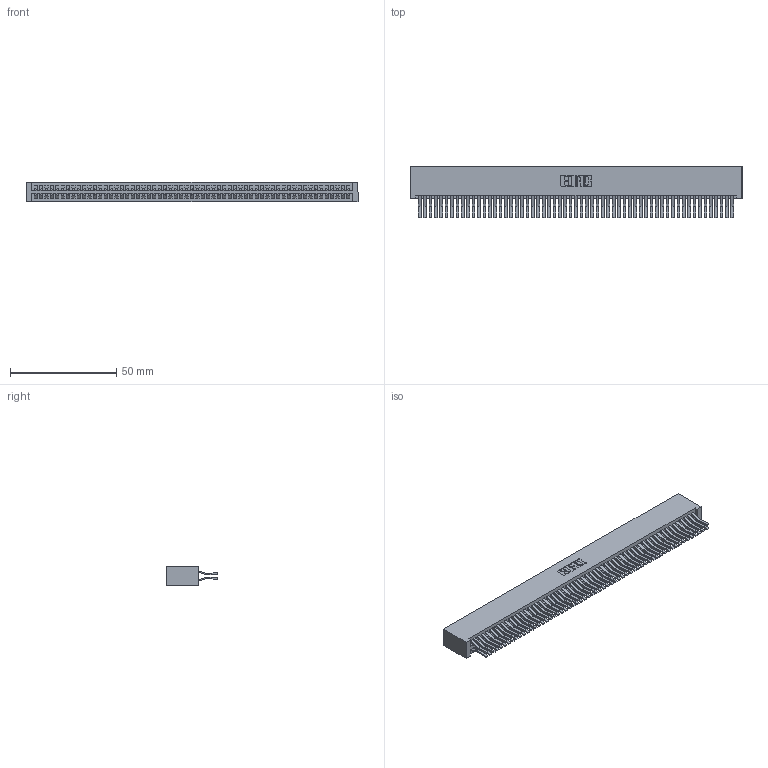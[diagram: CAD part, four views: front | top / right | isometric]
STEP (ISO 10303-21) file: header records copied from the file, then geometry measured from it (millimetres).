
FILE_DESCRIPTION (( 'STEP AP203' ), '1' );
FILE_NAME ('395-118-560-201.STEP', '2019-10-28T03:16:29', ( '' ), ( '' ), 'SwSTEP 2.0', 'SolidWorks 2016', '' );
FILE_SCHEMA (( 'CONFIG_CONTROL_DESIGN' ));
Length unit declared in the file: inch
Products named in the file (3): 345 Part_No Mounting Lugs; 345-292-001_560 Tail; 395-118-560-201
Assembly tree (119 placements, depth 2):
  395-118-560-201
    345 Part_No Mounting Lugs
    345-292-001_560 Tail  x118
Bounding box: 156.46 x 24.45 x 9.4 mm (x, y, z)
Volume: 16746.2 mm3; surface area: 27375.5 mm2
Topology: 119 solids, 119 shells, 6254 faces, 18607 edges, 12246 vertices
Faces by surface type: plane 3970, cylinder 2284
Entity records: 43815 total; most frequent: CARTESIAN_POINT 7328, ORIENTED_EDGE 7262, DIRECTION 6439, EDGE_CURVE 3631, LINE 3267, VECTOR 3267, VERTEX_POINT 2418, AXIS2_PLACEMENT_3D 1586
